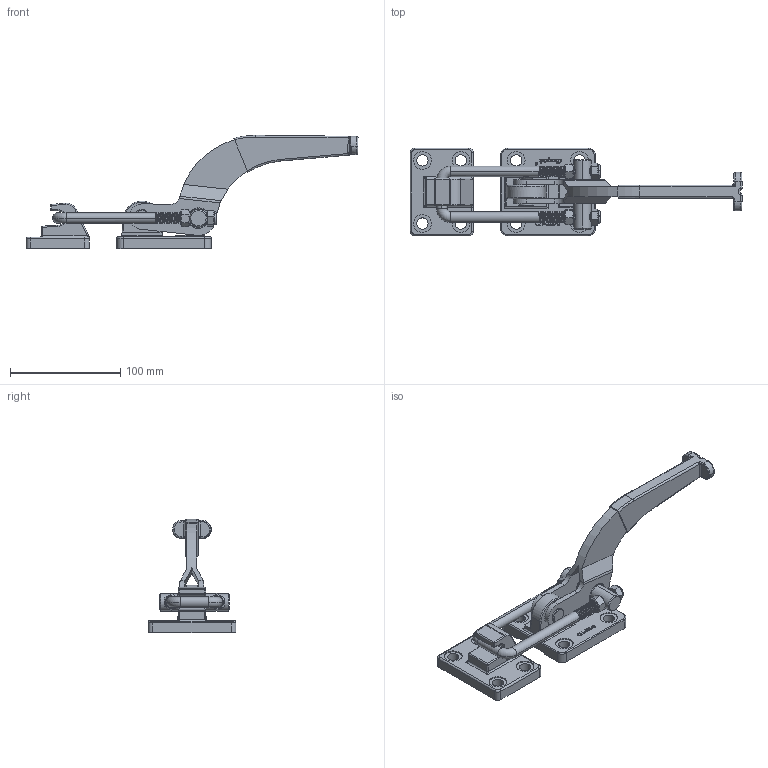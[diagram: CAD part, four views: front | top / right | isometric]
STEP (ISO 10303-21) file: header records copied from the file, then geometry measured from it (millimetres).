
FILE_DESCRIPTION (( 'STEP AP203' ), '1' );
FILE_NAME ('CH-40370.STEP', '2010-06-07T12:40:37', ( '微软用户' ), ( '微软中国' ), 'SwSTEP 2.0', 'SolidWorks 2008', '' );
FILE_SCHEMA (( 'CONFIG_CONTROL_DESIGN' ));
Products named in the file (11): 40370-03_默认; 40370-05_默认; 40370-07_默认; 3-8防松螺母_默认; CH-40370; 40370-01_默认; 40370-08_默认; 40370-06_默认; 40370-04_默认; 40370-02_默认; 3-8-16螺母_默认
Assembly tree (12 placements, depth 2):
  CH-40370
    40370-01_默认
    40370-08_默认
    40370-06_默认
    40370-02_默认
    3-8防松螺母_默认  x2
    40370-03_默认
    3-8-16螺母_默认  x2
    40370-05_默认
    40370-04_默认
    40370-07_默认
Bounding box: 300.54 x 79.4 x 102.53 mm (x, y, z)
Volume: 241717.5 mm3; surface area: 84753.9 mm2
Topology: 12 solids, 12 shells, 1933 faces, 5164 edges, 3279 vertices
Faces by surface type: plane 882, cylinder 713, bspline 212, cone 71, torus 39, sphere 16
Entity records: 75594 total; most frequent: CARTESIAN_POINT 30311, ORIENTED_EDGE 9928, DIRECTION 8446, EDGE_CURVE 4964, VERTEX_POINT 3158, AXIS2_PLACEMENT_3D 3075, VECTOR 2296, LINE 2296
